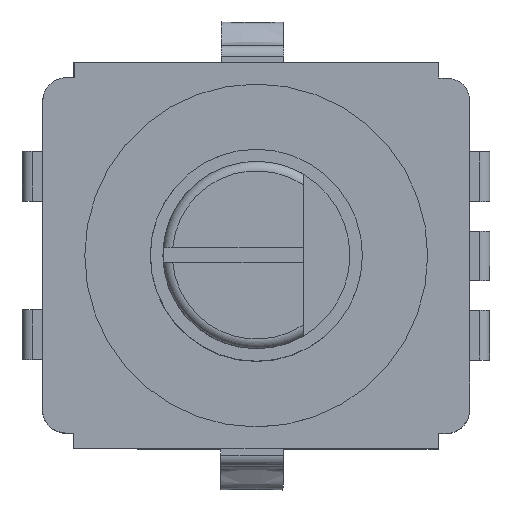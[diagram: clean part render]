
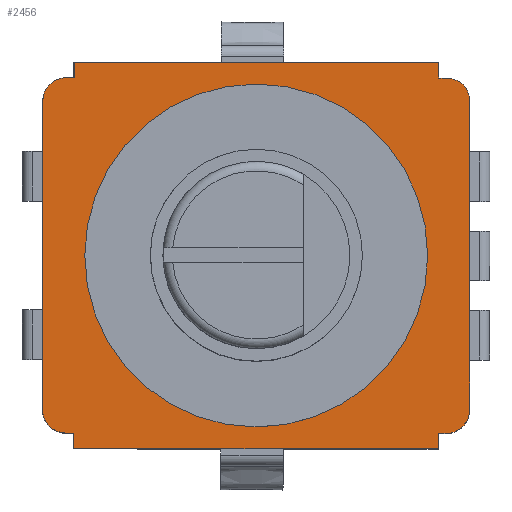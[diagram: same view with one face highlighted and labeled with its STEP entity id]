
A CAD part, top view. The second image highlights one B-rep face of the part: STEP entity #2456.
In plain terms, the highlighted face is planar.
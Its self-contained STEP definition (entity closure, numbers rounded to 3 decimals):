
#45=FACE_BOUND('',#422,.T.);
#57=PLANE('',#2620);
#285=FACE_OUTER_BOUND('',#421,.T.);
#421=EDGE_LOOP('',(#1765,#1766,#1767,#1768,#1769,#1770,#1771,#1772,#1773,
#1774,#1775,#1776,#1777,#1778,#1779,#1780));
#422=EDGE_LOOP('',(#1781,#1782));
#565=LINE('',#3486,#840);
#566=LINE('',#3488,#841);
#567=LINE('',#3492,#842);
#568=LINE('',#3496,#843);
#569=LINE('',#3498,#844);
#570=LINE('',#3500,#845);
#571=LINE('',#3502,#846);
#572=LINE('',#3504,#847);
#573=LINE('',#3508,#848);
#574=LINE('',#3512,#849);
#575=LINE('',#3514,#850);
#576=LINE('',#3515,#851);
#840=VECTOR('',#2841,1000.);
#841=VECTOR('',#2842,1000.);
#842=VECTOR('',#2845,1000.);
#843=VECTOR('',#2848,1000.);
#844=VECTOR('',#2849,1000.);
#845=VECTOR('',#2850,1000.);
#846=VECTOR('',#2851,1000.);
#847=VECTOR('',#2852,1000.);
#848=VECTOR('',#2855,1000.);
#849=VECTOR('',#2858,1000.);
#850=VECTOR('',#2859,1000.);
#851=VECTOR('',#2860,1000.);
#1110=CIRCLE('',#2604,5.5);
#1113=CIRCLE('',#2607,5.5);
#1121=CIRCLE('',#2621,0.75);
#1122=CIRCLE('',#2622,0.75);
#1123=CIRCLE('',#2623,0.75);
#1124=CIRCLE('',#2624,0.75);
#1162=VERTEX_POINT('',#3442);
#1163=VERTEX_POINT('',#3443);
#1179=VERTEX_POINT('',#3484);
#1180=VERTEX_POINT('',#3485);
#1181=VERTEX_POINT('',#3487);
#1182=VERTEX_POINT('',#3489);
#1183=VERTEX_POINT('',#3491);
#1184=VERTEX_POINT('',#3493);
#1185=VERTEX_POINT('',#3495);
#1186=VERTEX_POINT('',#3497);
#1187=VERTEX_POINT('',#3499);
#1188=VERTEX_POINT('',#3501);
#1189=VERTEX_POINT('',#3503);
#1190=VERTEX_POINT('',#3505);
#1191=VERTEX_POINT('',#3507);
#1192=VERTEX_POINT('',#3509);
#1193=VERTEX_POINT('',#3511);
#1194=VERTEX_POINT('',#3513);
#1388=EDGE_CURVE('',#1162,#1163,#1110,.T.);
#1392=EDGE_CURVE('',#1163,#1162,#1113,.T.);
#1407=EDGE_CURVE('',#1179,#1180,#565,.T.);
#1408=EDGE_CURVE('',#1181,#1179,#566,.T.);
#1409=EDGE_CURVE('',#1182,#1181,#1121,.T.);
#1410=EDGE_CURVE('',#1183,#1182,#567,.T.);
#1411=EDGE_CURVE('',#1184,#1183,#1122,.T.);
#1412=EDGE_CURVE('',#1185,#1184,#568,.T.);
#1413=EDGE_CURVE('',#1186,#1185,#569,.T.);
#1414=EDGE_CURVE('',#1187,#1186,#570,.T.);
#1415=EDGE_CURVE('',#1188,#1187,#571,.T.);
#1416=EDGE_CURVE('',#1189,#1188,#572,.T.);
#1417=EDGE_CURVE('',#1190,#1189,#1123,.T.);
#1418=EDGE_CURVE('',#1191,#1190,#573,.T.);
#1419=EDGE_CURVE('',#1192,#1191,#1124,.T.);
#1420=EDGE_CURVE('',#1193,#1192,#574,.T.);
#1421=EDGE_CURVE('',#1194,#1193,#575,.T.);
#1422=EDGE_CURVE('',#1180,#1194,#576,.T.);
#1765=ORIENTED_EDGE('',*,*,#1407,.F.);
#1766=ORIENTED_EDGE('',*,*,#1408,.F.);
#1767=ORIENTED_EDGE('',*,*,#1409,.F.);
#1768=ORIENTED_EDGE('',*,*,#1410,.F.);
#1769=ORIENTED_EDGE('',*,*,#1411,.F.);
#1770=ORIENTED_EDGE('',*,*,#1412,.F.);
#1771=ORIENTED_EDGE('',*,*,#1413,.F.);
#1772=ORIENTED_EDGE('',*,*,#1414,.F.);
#1773=ORIENTED_EDGE('',*,*,#1415,.F.);
#1774=ORIENTED_EDGE('',*,*,#1416,.F.);
#1775=ORIENTED_EDGE('',*,*,#1417,.F.);
#1776=ORIENTED_EDGE('',*,*,#1418,.F.);
#1777=ORIENTED_EDGE('',*,*,#1419,.F.);
#1778=ORIENTED_EDGE('',*,*,#1420,.F.);
#1779=ORIENTED_EDGE('',*,*,#1421,.F.);
#1780=ORIENTED_EDGE('',*,*,#1422,.F.);
#1781=ORIENTED_EDGE('',*,*,#1388,.F.);
#1782=ORIENTED_EDGE('',*,*,#1392,.F.);
#2456=ADVANCED_FACE('',(#285,#45),#57,.T.);
#2604=AXIS2_PLACEMENT_3D('',#3444,#2799,#2800);
#2607=AXIS2_PLACEMENT_3D('',#3450,#2806,#2807);
#2620=AXIS2_PLACEMENT_3D('',#3483,#2839,#2840);
#2621=AXIS2_PLACEMENT_3D('',#3490,#2843,#2844);
#2622=AXIS2_PLACEMENT_3D('',#3494,#2846,#2847);
#2623=AXIS2_PLACEMENT_3D('',#3506,#2853,#2854);
#2624=AXIS2_PLACEMENT_3D('',#3510,#2856,#2857);
#2799=DIRECTION('center_axis',(0.,-1.,0.));
#2800=DIRECTION('ref_axis',(0.,0.,-1.));
#2806=DIRECTION('center_axis',(0.,-1.,0.));
#2807=DIRECTION('ref_axis',(0.,0.,-1.));
#2839=DIRECTION('center_axis',(0.,-1.,0.));
#2840=DIRECTION('ref_axis',(0.,0.,-1.));
#2841=DIRECTION('',(1.,0.,0.));
#2842=DIRECTION('',(0.,0.,-1.));
#2843=DIRECTION('center_axis',(0.,1.,0.));
#2844=DIRECTION('ref_axis',(0.,0.,1.));
#2845=DIRECTION('',(1.,0.,0.));
#2846=DIRECTION('center_axis',(0.,1.,0.));
#2847=DIRECTION('ref_axis',(0.,0.,1.));
#2848=DIRECTION('',(0.,0.,1.));
#2849=DIRECTION('',(1.,0.,0.));
#2850=DIRECTION('',(0.,0.,1.));
#2851=DIRECTION('',(-1.,0.,0.));
#2852=DIRECTION('',(0.,0.,1.));
#2853=DIRECTION('center_axis',(0.,1.,0.));
#2854=DIRECTION('ref_axis',(0.,0.,1.));
#2855=DIRECTION('',(-1.,0.,0.));
#2856=DIRECTION('center_axis',(0.,1.,0.));
#2857=DIRECTION('ref_axis',(0.,0.,-1.));
#2858=DIRECTION('',(0.,0.,-1.));
#2859=DIRECTION('',(-1.,0.,0.));
#2860=DIRECTION('',(0.,0.,-1.));
#3442=CARTESIAN_POINT('',(0.,0.,5.5));
#3443=CARTESIAN_POINT('',(0.,0.,-5.5));
#3444=CARTESIAN_POINT('Origin',(0.,0.,0.));
#3450=CARTESIAN_POINT('Origin',(0.,0.,0.));
#3483=CARTESIAN_POINT('Origin',(4.95,0.,-6.1));
#3484=CARTESIAN_POINT('',(5.7,0.,5.85));
#3485=CARTESIAN_POINT('',(6.2,0.,5.85));
#3486=CARTESIAN_POINT('',(5.7,0.,5.85));
#3487=CARTESIAN_POINT('',(5.7,0.,6.1));
#3488=CARTESIAN_POINT('',(5.7,0.,5.85));
#3489=CARTESIAN_POINT('',(4.95,0.,6.85));
#3490=CARTESIAN_POINT('Origin',(4.95,0.,6.1));
#3491=CARTESIAN_POINT('',(-4.95,0.,6.85));
#3492=CARTESIAN_POINT('',(-4.95,0.,6.85));
#3493=CARTESIAN_POINT('',(-5.7,0.,6.1));
#3494=CARTESIAN_POINT('Origin',(-4.95,0.,6.1));
#3495=CARTESIAN_POINT('',(-5.7,0.,5.85));
#3496=CARTESIAN_POINT('',(-5.7,0.,5.85));
#3497=CARTESIAN_POINT('',(-6.2,0.,5.85));
#3498=CARTESIAN_POINT('',(-6.2,0.,5.85));
#3499=CARTESIAN_POINT('',(-6.2,0.,-5.85));
#3500=CARTESIAN_POINT('',(-6.2,0.,-5.85));
#3501=CARTESIAN_POINT('',(-5.7,0.,-5.85));
#3502=CARTESIAN_POINT('',(-6.2,0.,-5.85));
#3503=CARTESIAN_POINT('',(-5.7,0.,-6.1));
#3504=CARTESIAN_POINT('',(-5.7,0.,-6.1));
#3505=CARTESIAN_POINT('',(-4.95,0.,-6.85));
#3506=CARTESIAN_POINT('Origin',(-4.95,0.,-6.1));
#3507=CARTESIAN_POINT('',(4.95,0.,-6.85));
#3508=CARTESIAN_POINT('',(-4.95,0.,-6.85));
#3509=CARTESIAN_POINT('',(5.7,0.,-6.1));
#3510=CARTESIAN_POINT('Origin',(4.95,0.,-6.1));
#3511=CARTESIAN_POINT('',(5.7,0.,-5.85));
#3512=CARTESIAN_POINT('',(5.7,0.,-6.1));
#3513=CARTESIAN_POINT('',(6.2,0.,-5.85));
#3514=CARTESIAN_POINT('',(5.7,0.,-5.85));
#3515=CARTESIAN_POINT('',(6.2,0.,-5.85));
